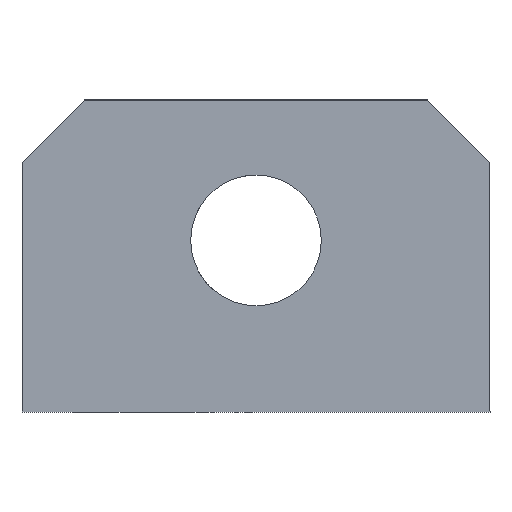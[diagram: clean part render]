
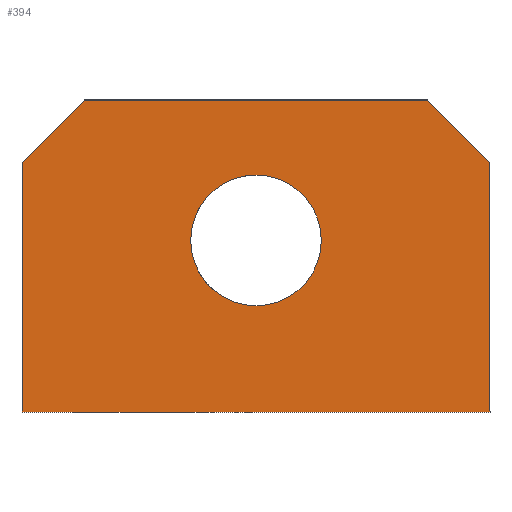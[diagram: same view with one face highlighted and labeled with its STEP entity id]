
A CAD part, front view. The second image highlights one B-rep face of the part: STEP entity #394.
In plain terms, the highlighted planar face has unit normal (0, -1, 0).
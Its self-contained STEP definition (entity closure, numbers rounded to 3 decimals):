
#17=FACE_BOUND('',#63,.T.);
#26=PLANE('',#442);
#42=FACE_OUTER_BOUND('',#62,.T.);
#62=EDGE_LOOP('',(#333,#334,#335,#336,#337,#338));
#63=EDGE_LOOP('',(#339));
#83=LINE('',#648,#126);
#87=LINE('',#655,#130);
#93=LINE('',#669,#136);
#99=LINE('',#681,#142);
#102=LINE('',#687,#145);
#106=LINE('',#694,#149);
#126=VECTOR('',#479,16.);
#130=VECTOR('',#485,5.657);
#136=VECTOR('',#495,22.);
#142=VECTOR('',#505,5.657);
#145=VECTOR('',#510,16.);
#149=VECTOR('',#516,30.);
#162=CIRCLE('',#427,4.188);
#174=VERTEX_POINT('',#583);
#185=VERTEX_POINT('',#645);
#186=VERTEX_POINT('',#647);
#188=VERTEX_POINT('',#653);
#194=VERTEX_POINT('',#667);
#198=VERTEX_POINT('',#679);
#200=VERTEX_POINT('',#685);
#213=EDGE_CURVE('',#174,#174,#162,.T.);
#226=EDGE_CURVE('',#186,#185,#83,.T.);
#230=EDGE_CURVE('',#185,#188,#87,.T.);
#237=EDGE_CURVE('',#188,#194,#93,.T.);
#243=EDGE_CURVE('',#194,#198,#99,.T.);
#246=EDGE_CURVE('',#198,#200,#102,.T.);
#250=EDGE_CURVE('',#200,#186,#106,.T.);
#333=ORIENTED_EDGE('',*,*,#226,.T.);
#334=ORIENTED_EDGE('',*,*,#230,.T.);
#335=ORIENTED_EDGE('',*,*,#237,.T.);
#336=ORIENTED_EDGE('',*,*,#243,.T.);
#337=ORIENTED_EDGE('',*,*,#246,.T.);
#338=ORIENTED_EDGE('',*,*,#250,.T.);
#339=ORIENTED_EDGE('',*,*,#213,.T.);
#394=ADVANCED_FACE('',(#42,#17),#26,.T.);
#427=AXIS2_PLACEMENT_3D('',#585,#461,#462);
#442=AXIS2_PLACEMENT_3D('',#702,#524,#525);
#461=DIRECTION('center_axis',(0.,1.,0.));
#462=DIRECTION('ref_axis',(1.,0.,0.));
#479=DIRECTION('',(0.,0.,1.));
#485=DIRECTION('',(-0.707,0.,0.707));
#495=DIRECTION('',(-1.,0.,0.));
#505=DIRECTION('',(-0.707,0.,-0.707));
#510=DIRECTION('',(0.,0.,-1.));
#516=DIRECTION('',(1.,0.,0.));
#524=DIRECTION('center_axis',(0.,-1.,0.));
#525=DIRECTION('ref_axis',(0.,0.,-1.));
#583=CARTESIAN_POINT('',(-4.188,-50.,11.));
#585=CARTESIAN_POINT('Origin',(0.,-50.,
11.));
#645=CARTESIAN_POINT('',(15.,-50.,16.));
#647=CARTESIAN_POINT('',(15.,-50.,0.));
#648=CARTESIAN_POINT('',(15.,-50.,0.));
#653=CARTESIAN_POINT('',(11.,-50.,20.));
#655=CARTESIAN_POINT('',(15.,-50.,16.));
#667=CARTESIAN_POINT('',(-11.,-50.,20.));
#669=CARTESIAN_POINT('',(11.,-50.,20.));
#679=CARTESIAN_POINT('',(-15.,-50.,16.));
#681=CARTESIAN_POINT('',(-11.,-50.,20.));
#685=CARTESIAN_POINT('',(-15.,-50.,0.));
#687=CARTESIAN_POINT('',(-15.,-50.,16.));
#694=CARTESIAN_POINT('',(-15.,-50.,0.));
#702=CARTESIAN_POINT('Origin',(-18.,-50.,-2.));
